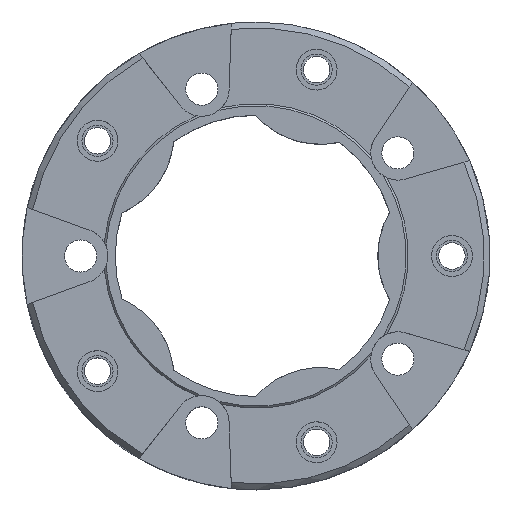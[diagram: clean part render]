
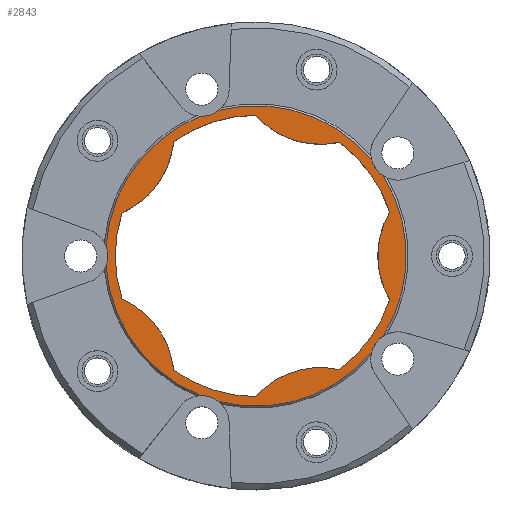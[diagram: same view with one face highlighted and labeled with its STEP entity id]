
A CAD part, top view. The second image highlights one B-rep face of the part: STEP entity #2843.
In plain terms, the highlighted planar face has unit normal (0, 0, 1).
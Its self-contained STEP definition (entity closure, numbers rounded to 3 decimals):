
#205=CARTESIAN_POINT('',(-43.282,31.447,24.5));
#206=DIRECTION('',(0.,0.,1.));
#207=DIRECTION('',(0.401,-0.916,0.));
#208=AXIS2_PLACEMENT_3D('',#205,#206,#207);
#222=CARTESIAN_POINT('',(16.532,50.882,24.5));
#223=DIRECTION('',(0.,0.,1.));
#224=DIRECTION('',(-0.747,-0.664,0.));
#225=AXIS2_PLACEMENT_3D('',#222,#223,#224);
#260=CARTESIAN_POINT('',(-13.906,42.798,24.5));
#261=DIRECTION('',(0.,0.,1.));
#262=DIRECTION('',(-0.053,-0.999,0.));
#263=AXIS2_PLACEMENT_3D('',#260,#261,#262);
#265=CARTESIAN_POINT('',(36.406,26.45,24.5));
#266=DIRECTION('',(0.,0.,1.));
#267=DIRECTION('',(-0.966,-0.258,0.));
#268=AXIS2_PLACEMENT_3D('',#265,#266,#267);
#270=CARTESIAN_POINT('',(36.406,-26.45,24.5));
#271=DIRECTION('',(0.,0.,1.));
#272=DIRECTION('',(-0.544,0.839,0.));
#273=AXIS2_PLACEMENT_3D('',#270,#271,#272);
#275=CARTESIAN_POINT('',(-13.906,-42.798,24.5));
#276=DIRECTION('',(0.,0.,1.));
#277=DIRECTION('',(0.63,0.776,0.));
#278=AXIS2_PLACEMENT_3D('',#275,#276,#277);
#280=CARTESIAN_POINT('',(-45.,0.,24.5));
#281=DIRECTION('',(0.,0.,1.));
#282=DIRECTION('',(0.933,-0.359,0.));
#283=AXIS2_PLACEMENT_3D('',#280,#281,#282);
#285=CARTESIAN_POINT('',(0.,0.,24.5));
#286=DIRECTION('',(0.,0.,-1.));
#287=DIRECTION('',(-0.586,0.811,0.));
#288=AXIS2_PLACEMENT_3D('',#285,#286,#287);
#290=CARTESIAN_POINT('',(0.,0.,24.5));
#291=DIRECTION('',(0.,0.,-1.));
#292=DIRECTION('',(-0.952,-0.306,0.));
#293=AXIS2_PLACEMENT_3D('',#290,#291,#292);
#295=CARTESIAN_POINT('',(0.,0.,24.5));
#296=DIRECTION('',(0.,0.,-1.));
#297=DIRECTION('',(-0.003,-1.,0.));
#298=AXIS2_PLACEMENT_3D('',#295,#296,#297);
#300=CARTESIAN_POINT('',(0.,0.,24.5));
#301=DIRECTION('',(0.,0.,1.));
#302=DIRECTION('',(0.59,-0.807,0.));
#303=AXIS2_PLACEMENT_3D('',#300,#301,#302);
#305=CARTESIAN_POINT('',(0.,0.,24.5));
#306=DIRECTION('',(0.,0.,1.));
#307=DIRECTION('',(0.95,0.312,0.));
#308=AXIS2_PLACEMENT_3D('',#305,#306,#307);
#1192=CARTESIAN_POINT('',(53.5,0.,24.5));
#1193=DIRECTION('',(0.,0.,1.));
#1194=DIRECTION('',(-0.863,0.506,0.));
#1195=AXIS2_PLACEMENT_3D('',#1192,#1193,#1194);
#1226=CARTESIAN_POINT('',(16.532,-50.882,24.5));
#1227=DIRECTION('',(0.,0.,1.));
#1228=DIRECTION('',(0.214,0.977,0.));
#1229=AXIS2_PLACEMENT_3D('',#1226,#1227,#1228);
#1260=CARTESIAN_POINT('',(-43.282,-31.447,24.5));
#1261=DIRECTION('',(0.,0.,1.));
#1262=DIRECTION('',(0.995,0.098,0.));
#1263=AXIS2_PLACEMENT_3D('',#1260,#1261,#1262);
#1778=CARTESIAN_POINT('',(0.,0.,24.5));
#1779=DIRECTION('',(0.,0.,1.));
#1780=DIRECTION('',(-0.998,-0.065,0.));
#1781=AXIS2_PLACEMENT_3D('',#1778,#1779,#1780);
#1802=CARTESIAN_POINT('',(0.,0.,24.5));
#1803=DIRECTION('',(0.,0.,1.));
#1804=DIRECTION('',(-0.246,-0.969,0.));
#1805=AXIS2_PLACEMENT_3D('',#1802,#1803,#1804);
#1826=CARTESIAN_POINT('',(0.,0.,24.5));
#1827=DIRECTION('',(0.,0.,1.));
#1828=DIRECTION('',(0.846,-0.534,0.));
#1829=AXIS2_PLACEMENT_3D('',#1826,#1827,#1828);
#1838=CARTESIAN_POINT('',(0.,0.,24.5));
#1839=DIRECTION('',(0.,0.,1.));
#1840=DIRECTION('',(-0.37,0.929,0.));
#1841=AXIS2_PLACEMENT_3D('',#1838,#1839,#1840);
#1874=CARTESIAN_POINT('',(0.,0.,24.5));
#1875=DIRECTION('',(0.,0.,1.));
#1876=DIRECTION('',(0.769,0.639,0.));
#1877=AXIS2_PLACEMENT_3D('',#1874,#1875,#1876);
#2196=CARTESIAN_POINT('',(-38.468,-2.516,24.5));
#2197=CARTESIAN_POINT('',(-38.468,2.516,24.5));
#2198=VERTEX_POINT('',#2196);
#2199=VERTEX_POINT('',#2197);
#2252=CARTESIAN_POINT('',(-9.494,-37.363,24.5));
#2253=CARTESIAN_POINT('',(-14.28,-35.808,24.5));
#2254=VERTEX_POINT('',#2252);
#2255=VERTEX_POINT('',#2253);
#2288=CARTESIAN_POINT('',(32.6,-20.575,24.5));
#2289=CARTESIAN_POINT('',(29.642,-24.646,24.5));
#2290=VERTEX_POINT('',#2288);
#2291=VERTEX_POINT('',#2289);
#2324=CARTESIAN_POINT('',(29.642,24.646,24.5));
#2325=CARTESIAN_POINT('',(32.6,20.575,24.5));
#2326=VERTEX_POINT('',#2324);
#2327=VERTEX_POINT('',#2325);
#2360=CARTESIAN_POINT('',(-14.28,35.808,24.5));
#2361=CARTESIAN_POINT('',(-9.494,37.363,24.5));
#2362=VERTEX_POINT('',#2360);
#2363=VERTEX_POINT('',#2361);
#2426=CARTESIAN_POINT('',(34.303,11.248,24.5));
#2427=VERTEX_POINT('',#2426);
#2428=CARTESIAN_POINT('',(34.303,-11.248,24.5));
#2429=VERTEX_POINT('',#2428);
#2430=CARTESIAN_POINT('',(-0.098,36.1,24.5));
#2431=VERTEX_POINT('',#2430);
#2432=CARTESIAN_POINT('',(21.298,29.148,24.5));
#2433=VERTEX_POINT('',#2432);
#2434=CARTESIAN_POINT('',(-21.14,29.263,24.5));
#2435=VERTEX_POINT('',#2434);
#2436=CARTESIAN_POINT('',(-34.363,11.063,24.5));
#2437=VERTEX_POINT('',#2436);
#2438=CARTESIAN_POINT('',(-34.363,-11.063,24.5));
#2439=VERTEX_POINT('',#2438);
#2440=CARTESIAN_POINT('',(-21.14,-29.263,24.5));
#2441=VERTEX_POINT('',#2440);
#2442=CARTESIAN_POINT('',(21.298,-29.148,24.5));
#2443=VERTEX_POINT('',#2442);
#2444=CARTESIAN_POINT('',(-0.098,-36.1,24.5));
#2445=VERTEX_POINT('',#2444);
#2799=CARTESIAN_POINT('',(0.,0.,24.5));
#2800=DIRECTION('',(0.,0.,1.));
#2801=DIRECTION('',(0.,-1.,0.));
#2802=AXIS2_PLACEMENT_3D('',#2799,#2800,#2801);
#2803=PLANE('',#2802);
#2805=ORIENTED_EDGE('',*,*,#2804,.T.);
#2807=ORIENTED_EDGE('',*,*,#2806,.F.);
#2809=ORIENTED_EDGE('',*,*,#2808,.T.);
#2811=ORIENTED_EDGE('',*,*,#2810,.F.);
#2813=ORIENTED_EDGE('',*,*,#2812,.T.);
#2815=ORIENTED_EDGE('',*,*,#2814,.F.);
#2817=ORIENTED_EDGE('',*,*,#2816,.T.);
#2819=ORIENTED_EDGE('',*,*,#2818,.F.);
#2821=ORIENTED_EDGE('',*,*,#2820,.T.);
#2823=ORIENTED_EDGE('',*,*,#2822,.F.);
#2824=EDGE_LOOP('',(#2805,#2807,#2809,#2811,#2813,#2815,#2817,#2819,#2821,
#2823));
#2825=FACE_OUTER_BOUND('',#2824,.F.);
#2826=ORIENTED_EDGE('',*,*,#2745,.F.);
#2827=ORIENTED_EDGE('',*,*,#2762,.F.);
#2828=ORIENTED_EDGE('',*,*,#2686,.F.);
#2829=ORIENTED_EDGE('',*,*,#2775,.F.);
#2831=ORIENTED_EDGE('',*,*,#2830,.F.);
#2832=ORIENTED_EDGE('',*,*,#2789,.F.);
#2834=ORIENTED_EDGE('',*,*,#2833,.F.);
#2836=ORIENTED_EDGE('',*,*,#2835,.T.);
#2838=ORIENTED_EDGE('',*,*,#2837,.F.);
#2840=ORIENTED_EDGE('',*,*,#2839,.T.);
#2841=EDGE_LOOP('',(#2826,#2827,#2828,#2829,#2831,#2832,#2834,#2836,#2838,
#2840));
#2842=FACE_BOUND('',#2841,.F.);
#2843=ADVANCED_FACE('',(#2825,#2842),#2803,.T.);
#209=CIRCLE('',#208,22.25);
#226=CIRCLE('',#225,22.25);
#264=CIRCLE('',#263,7.);
#269=CIRCLE('',#268,7.);
#274=CIRCLE('',#273,7.);
#279=CIRCLE('',#278,7.);
#284=CIRCLE('',#283,7.);
#289=CIRCLE('',#288,36.1);
#294=CIRCLE('',#293,36.1);
#299=CIRCLE('',#298,36.1);
#304=CIRCLE('',#303,36.1);
#309=CIRCLE('',#308,36.1);
#1196=CIRCLE('',#1195,22.25);
#1230=CIRCLE('',#1229,22.25);
#1264=CIRCLE('',#1263,22.25);
#1782=CIRCLE('',#1781,38.55);
#1806=CIRCLE('',#1805,38.55);
#1830=CIRCLE('',#1829,38.55);
#1842=CIRCLE('',#1841,38.55);
#1878=CIRCLE('',#1877,38.55);
#2686=EDGE_CURVE('',#2437,#2435,#209,.T.);
#2745=EDGE_CURVE('',#2431,#2433,#226,.T.);
#2762=EDGE_CURVE('',#2435,#2431,#289,.T.);
#2775=EDGE_CURVE('',#2439,#2437,#294,.T.);
#2789=EDGE_CURVE('',#2445,#2441,#299,.T.);
#2804=EDGE_CURVE('',#2362,#2363,#264,.T.);
#2806=EDGE_CURVE('',#2326,#2363,#1878,.T.);
#2808=EDGE_CURVE('',#2326,#2327,#269,.T.);
#2810=EDGE_CURVE('',#2290,#2327,#1830,.T.);
#2812=EDGE_CURVE('',#2290,#2291,#274,.T.);
#2814=EDGE_CURVE('',#2254,#2291,#1806,.T.);
#2816=EDGE_CURVE('',#2254,#2255,#279,.T.);
#2818=EDGE_CURVE('',#2198,#2255,#1782,.T.);
#2820=EDGE_CURVE('',#2198,#2199,#284,.T.);
#2822=EDGE_CURVE('',#2362,#2199,#1842,.T.);
#2830=EDGE_CURVE('',#2441,#2439,#1264,.T.);
#2833=EDGE_CURVE('',#2443,#2445,#1230,.T.);
#2835=EDGE_CURVE('',#2443,#2429,#304,.T.);
#2837=EDGE_CURVE('',#2427,#2429,#1196,.T.);
#2839=EDGE_CURVE('',#2427,#2433,#309,.T.);
